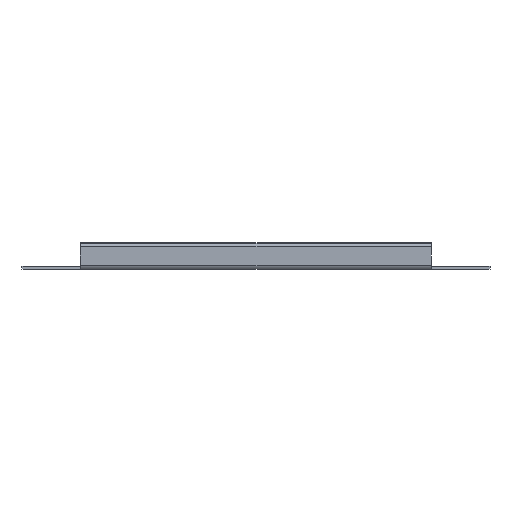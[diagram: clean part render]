
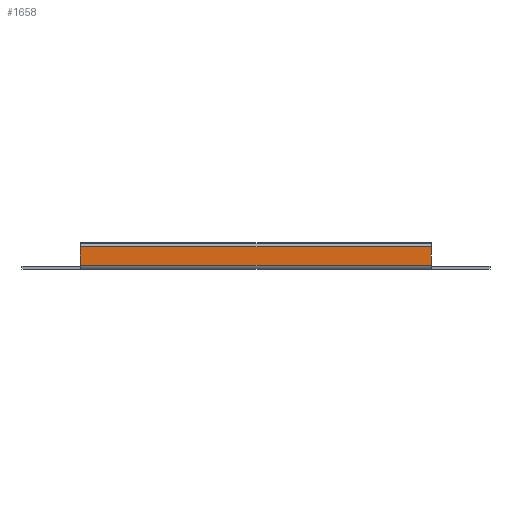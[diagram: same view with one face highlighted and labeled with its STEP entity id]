
A CAD part, front view. The second image highlights one B-rep face of the part: STEP entity #1658.
In plain terms, the highlighted planar face has unit normal (0, -1, 0).
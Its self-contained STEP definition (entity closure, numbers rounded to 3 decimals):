
#26 = VERTEX_POINT ( 'NONE', #49 ) ;
#49 = CARTESIAN_POINT ( 'NONE',  ( 315., -3.5, 1. ) ) ;
#84 = VECTOR ( 'NONE', #366, 1000. ) ;
#108 = EDGE_CURVE ( 'NONE', #26, #386, #1283, .T. ) ;
#206 = LINE ( 'NONE', #641, #283 ) ;
#238 = AXIS2_PLACEMENT_3D ( 'NONE', #1468, #885, #856 ) ;
#283 = VECTOR ( 'NONE', #908, 1000. ) ;
#299 = CARTESIAN_POINT ( 'NONE',  ( 315., -3.5, 15. ) ) ;
#366 = DIRECTION ( 'NONE',  ( -1., 0., 0. ) ) ;
#386 = VERTEX_POINT ( 'NONE', #1413 ) ;
#452 = VERTEX_POINT ( 'NONE', #726 ) ;
#486 = VERTEX_POINT ( 'NONE', #299 ) ;
#537 = VECTOR ( 'NONE', #1032, 1000. ) ;
#557 = ORIENTED_EDGE ( 'NONE', *, *, #108, .F. ) ;
#641 = CARTESIAN_POINT ( 'NONE',  ( 45., -3.5, 0. ) ) ;
#689 = VECTOR ( 'NONE', #1119, 1000. ) ;
#726 = CARTESIAN_POINT ( 'NONE',  ( 45., -3.5, 15. ) ) ;
#810 = CARTESIAN_POINT ( 'NONE',  ( 45., -3.5, 1. ) ) ;
#856 = DIRECTION ( 'NONE',  ( 0., 0., 1. ) ) ;
#885 = DIRECTION ( 'NONE',  ( 0., 1., 0. ) ) ;
#908 = DIRECTION ( 'NONE',  ( 0., 0., -1. ) ) ;
#934 = LINE ( 'NONE', #1544, #689 ) ;
#1008 = ORIENTED_EDGE ( 'NONE', *, *, #1804, .T. ) ;
#1032 = DIRECTION ( 'NONE',  ( -1., 0., 0. ) ) ;
#1119 = DIRECTION ( 'NONE',  ( 0., 0., 1. ) ) ;
#1283 = LINE ( 'NONE', #810, #84 ) ;
#1300 = EDGE_CURVE ( 'NONE', #486, #452, #1907, .T. ) ;
#1404 = EDGE_CURVE ( 'NONE', #26, #486, #934, .T. ) ;
#1413 = CARTESIAN_POINT ( 'NONE',  ( 45., -3.5, 1. ) ) ;
#1468 = CARTESIAN_POINT ( 'NONE',  ( 0., -3.5, 0. ) ) ;
#1512 = ORIENTED_EDGE ( 'NONE', *, *, #1300, .T. ) ;
#1544 = CARTESIAN_POINT ( 'NONE',  ( 315., -3.5, 0. ) ) ;
#1630 = EDGE_LOOP ( 'NONE', ( #1512, #1008, #557, #1854 ) ) ;
#1658 = ADVANCED_FACE ( 'NONE', ( #1796 ), #1925, .F. ) ;
#1796 = FACE_OUTER_BOUND ( 'NONE', #1630, .T. ) ;
#1804 = EDGE_CURVE ( 'NONE', #452, #386, #206, .T. ) ;
#1854 = ORIENTED_EDGE ( 'NONE', *, *, #1404, .T. ) ;
#1907 = LINE ( 'NONE', #1943, #537 ) ;
#1925 = PLANE ( 'NONE',  #238 ) ;
#1943 = CARTESIAN_POINT ( 'NONE',  ( 315., -3.5, 15. ) ) ;
